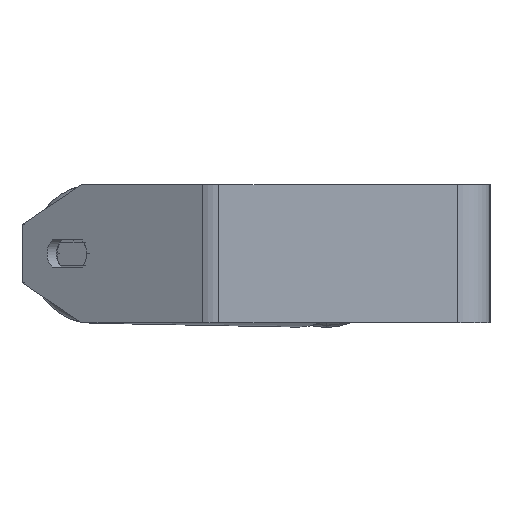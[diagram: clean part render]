
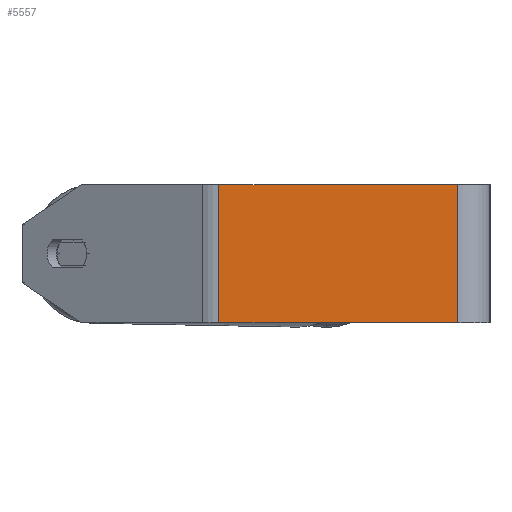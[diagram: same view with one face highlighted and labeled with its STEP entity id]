
A CAD part, left-side view. The second image highlights one B-rep face of the part: STEP entity #5557.
In plain terms, the highlighted planar face has unit normal (-1, 0, 0).
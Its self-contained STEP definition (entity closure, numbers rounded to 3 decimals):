
#16 = LINE ( 'NONE', #5322, #1814 ) ;
#61 = FACE_OUTER_BOUND ( 'NONE', #8362, .T. ) ;
#75 = ORIENTED_EDGE ( 'NONE', *, *, #3848, .T. ) ;
#262 = VERTEX_POINT ( 'NONE', #4578 ) ;
#1210 = DIRECTION ( 'NONE',  ( 0., 0., -1. ) ) ;
#1214 = LINE ( 'NONE', #4511, #5608 ) ;
#1387 = VECTOR ( 'NONE', #1210, 1000. ) ;
#1467 = EDGE_CURVE ( 'NONE', #262, #5711, #1214, .T. ) ;
#1725 = CARTESIAN_POINT ( 'NONE',  ( -340., 117.609, 30. ) ) ;
#1792 = EDGE_CURVE ( 'NONE', #7299, #262, #6668, .T. ) ;
#1814 = VECTOR ( 'NONE', #3554, 1000. ) ;
#2536 = DIRECTION ( 'NONE',  ( 0., 0., -1. ) ) ;
#3203 = ORIENTED_EDGE ( 'NONE', *, *, #4599, .T. ) ;
#3554 = DIRECTION ( 'NONE',  ( 0., -1., 0. ) ) ;
#3848 = EDGE_CURVE ( 'NONE', #7299, #4199, #5749, .T. ) ;
#4162 = CARTESIAN_POINT ( 'NONE',  ( -340., 121.36, 30. ) ) ;
#4199 = VERTEX_POINT ( 'NONE', #6637 ) ;
#4456 = ORIENTED_EDGE ( 'NONE', *, *, #1467, .F. ) ;
#4511 = CARTESIAN_POINT ( 'NONE',  ( -340., 14., 30. ) ) ;
#4521 = VECTOR ( 'NONE', #6786, 1000. ) ;
#4578 = CARTESIAN_POINT ( 'NONE',  ( -340., 14., 30. ) ) ;
#4599 = EDGE_CURVE ( 'NONE', #4199, #5711, #16, .T. ) ;
#4844 = AXIS2_PLACEMENT_3D ( 'NONE', #7169, #5107, #5148 ) ;
#5087 = CARTESIAN_POINT ( 'NONE',  ( -340., 14., -30. ) ) ;
#5107 = DIRECTION ( 'NONE',  ( 1., 0., 0. ) ) ;
#5148 = DIRECTION ( 'NONE',  ( 0., 0., -1. ) ) ;
#5322 = CARTESIAN_POINT ( 'NONE',  ( -340., 121.36, -30. ) ) ;
#5557 = ADVANCED_FACE ( 'NONE', ( #61 ), #7842, .F. ) ;
#5608 = VECTOR ( 'NONE', #2536, 1000. ) ;
#5711 = VERTEX_POINT ( 'NONE', #5087 ) ;
#5749 = LINE ( 'NONE', #1725, #1387 ) ;
#6637 = CARTESIAN_POINT ( 'NONE',  ( -340., 117.609, -30. ) ) ;
#6668 = LINE ( 'NONE', #4162, #4521 ) ;
#6786 = DIRECTION ( 'NONE',  ( 0., -1., 0. ) ) ;
#7169 = CARTESIAN_POINT ( 'NONE',  ( -340., 121.36, 30. ) ) ;
#7297 = ORIENTED_EDGE ( 'NONE', *, *, #1792, .F. ) ;
#7299 = VERTEX_POINT ( 'NONE', #7898 ) ;
#7842 = PLANE ( 'NONE',  #4844 ) ;
#7898 = CARTESIAN_POINT ( 'NONE',  ( -340., 117.609, 30. ) ) ;
#8362 = EDGE_LOOP ( 'NONE', ( #3203, #4456, #7297, #75 ) ) ;
